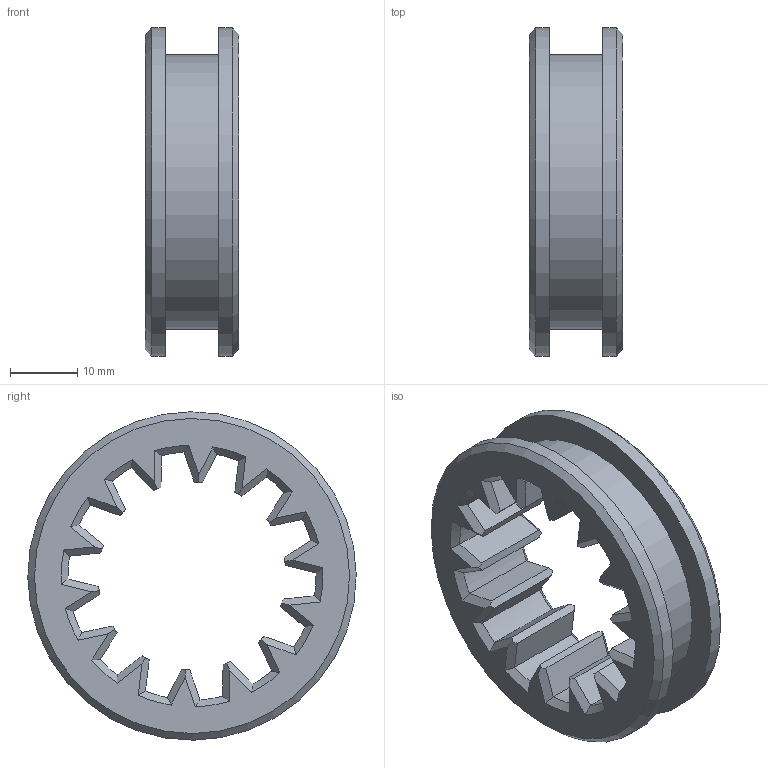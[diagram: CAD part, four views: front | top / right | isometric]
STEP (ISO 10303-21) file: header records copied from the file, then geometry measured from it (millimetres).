
FILE_DESCRIPTION(/* description */ ('STEP AP242','CAx-IF Rec.Pracs.---Representation and Presentation of Product Manufacturing Information (PMI)---4.0---2014-10-13','CAx-IF Rec.Pracs.---3D Tessellated Geometry---0.4---2014-09-14','2;1'),/* implementation_level */ '2;1');
FILE_NAME(/* name */ 'Ref_Model - Shifter ring',/* time_stamp */ '2025-08-11T20:51:06Z',/* author */ (''),/* organization */ (''),/* preprocessor_version */ 'ST-DEVELOPER v20',/* originating_system */ 'ONSHAPE BY PTC INC, 1.202',/* authorisation */ ' ');
FILE_SCHEMA (('AP242_MANAGED_MODEL_BASED_3D_ENGINEERING_MIM_LF { 1 0 10303 442 1 1 4 }'));
Length unit declared in the file: metre
Products named in the file (1): Shifter ring
Bounding box: 14 x 49 x 49 mm (x, y, z)
Volume: 9159.9 mm3; surface area: 7449.5 mm2
Topology: 1 solids, 1 shells, 149 faces, 379 edges, 234 vertices
Faces by surface type: plane 88, cylinder 31, cone 30
Full cylindrical faces by diameter (mm): 41 x1, 49 x2
Entity records: 4484 total; most frequent: CARTESIAN_POINT 922, ORIENTED_EDGE 744, DIRECTION 736, EDGE_CURVE 372, AXIS2_PLACEMENT_3D 270, VERTEX_POINT 232, LINE 196, VECTOR 196
